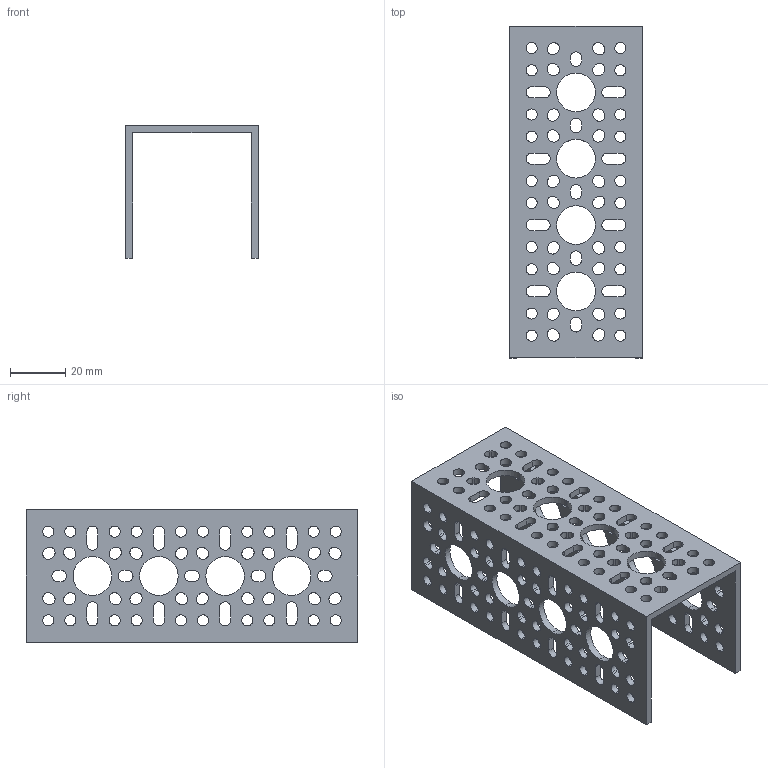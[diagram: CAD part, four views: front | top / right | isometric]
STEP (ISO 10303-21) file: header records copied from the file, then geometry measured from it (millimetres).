
FILE_DESCRIPTION (( 'STEP AP203' ), '1' );
FILE_NAME ('1100-0004-0120 rev1.STEP', '2017-05-08T18:14:06', ( '' ), ( '' ), 'SwSTEP 2.0', 'SolidWorks 2016', '' );
FILE_SCHEMA (( 'CONFIG_CONTROL_DESIGN' ));
Length unit declared in the file: millimetre
Products named in the file (1): 1100-0004-0120 rev1
Bounding box: 48 x 120 x 48 mm (x, y, z)
Volume: 30344.4 mm3; surface area: 32756.3 mm2
Topology: 1 solids, 1 shells, 622 faces, 1860 edges, 1240 vertices
Faces by surface type: cylinder 414, plane 208
Entity records: 22073 total; most frequent: DIRECTION 3934, CARTESIAN_POINT 3723, ORIENTED_EDGE 3720, EDGE_CURVE 1860, AXIS2_PLACEMENT_3D 1451, VERTEX_POINT 1240, LINE 1032, VECTOR 1032
